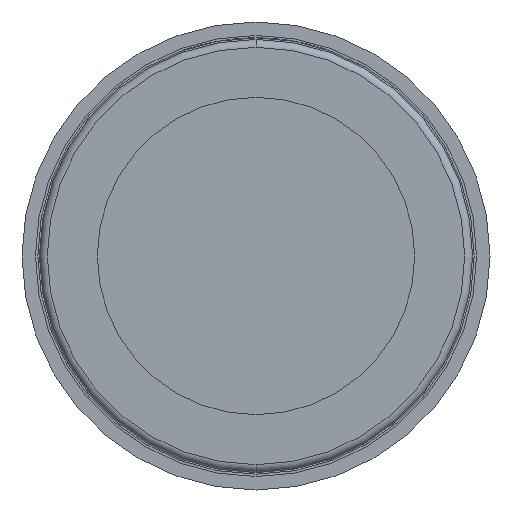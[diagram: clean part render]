
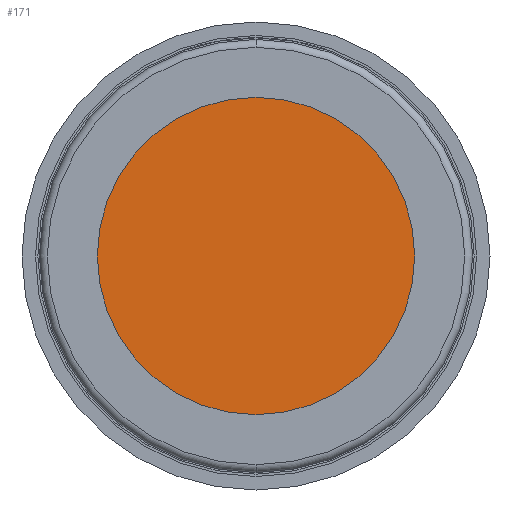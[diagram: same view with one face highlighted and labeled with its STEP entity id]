
A CAD part, front view. The second image highlights one B-rep face of the part: STEP entity #171.
In plain terms, the highlighted planar face has unit normal (0, -1, 0).
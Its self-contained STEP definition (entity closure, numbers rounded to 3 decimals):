
#11 = AXIS2_PLACEMENT_3D ( 'NONE', #378, #855, #2854 ) ;
#67 = VERTEX_POINT ( 'NONE', #1945 ) ;
#168 = AXIS2_PLACEMENT_3D ( 'NONE', #1203, #1222, #212 ) ;
#171 = ADVANCED_FACE ( 'Defeature ausgef�hrt2_12', ( #767 ), #3272, .T. ) ;
#212 = DIRECTION ( 'NONE',  ( 0., 0., -1. ) ) ;
#378 = CARTESIAN_POINT ( 'NONE',  ( 0., 0., 0. ) ) ;
#711 = EDGE_LOOP ( 'NONE', ( #1917, #1304 ) ) ;
#767 = FACE_OUTER_BOUND ( 'NONE', #711, .T. ) ;
#855 = DIRECTION ( 'NONE',  ( 0., -1., 0. ) ) ;
#1000 = VERTEX_POINT ( 'NONE', #2576 ) ;
#1203 = CARTESIAN_POINT ( 'NONE',  ( 2., 0., 0. ) ) ;
#1222 = DIRECTION ( 'NONE',  ( 0., -1., 0. ) ) ;
#1245 = AXIS2_PLACEMENT_3D ( 'NONE', #3158, #2651, #1607 ) ;
#1304 = ORIENTED_EDGE ( 'NONE', *, *, #3185, .T. ) ;
#1607 = DIRECTION ( 'NONE',  ( 0., 0., -1. ) ) ;
#1917 = ORIENTED_EDGE ( 'NONE', *, *, #2976, .T. ) ;
#1918 = CIRCLE ( 'NONE', #11, 2. ) ;
#1945 = CARTESIAN_POINT ( 'NONE',  ( 0., 0., 2. ) ) ;
#2576 = CARTESIAN_POINT ( 'NONE',  ( 0., 0., -2. ) ) ;
#2651 = DIRECTION ( 'NONE',  ( 0., -1., 0. ) ) ;
#2854 = DIRECTION ( 'NONE',  ( 0., 0., -1. ) ) ;
#2976 = EDGE_CURVE ( 'Defeature ausgef�hrt2_12+Defeature ausgef�hrt2_11+Defeature ausgef�hrt2_11+Defeature ausgef�hrt2_11', #1000, #67, #1918, .T. ) ;
#3158 = CARTESIAN_POINT ( 'NONE',  ( 0., 0., 0. ) ) ;
#3185 = EDGE_CURVE ( 'Defeature ausgef�hrt2_12+Defeature ausgef�hrt2_11+Defeature ausgef�hrt2_11+Defeature ausgef�hrt2_11', #67, #1000, #3203, .T. ) ;
#3203 = CIRCLE ( 'NONE', #1245, 2. ) ;
#3272 = PLANE ( 'NONE',  #168 ) ;
